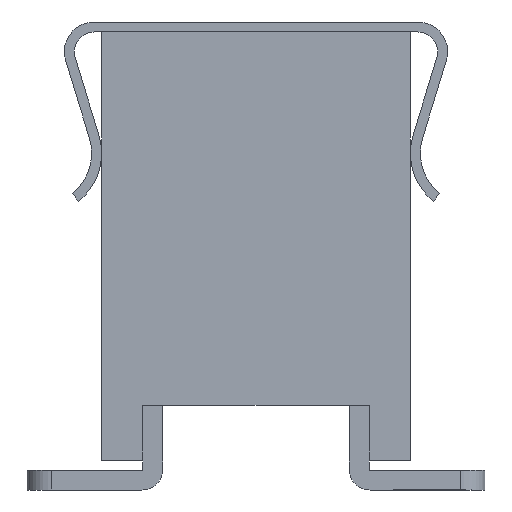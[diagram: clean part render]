
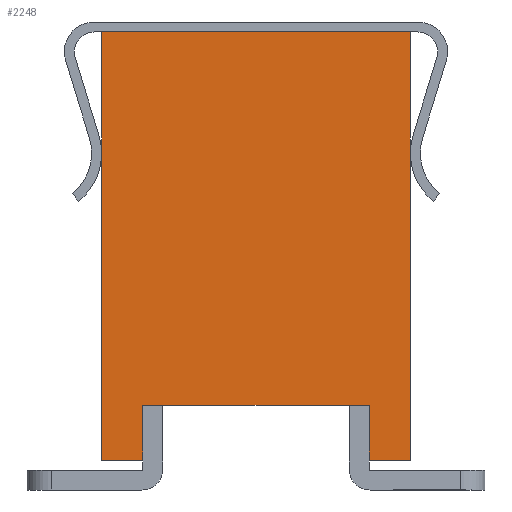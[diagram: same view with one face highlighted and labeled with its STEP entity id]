
A CAD part, left-side view. The second image highlights one B-rep face of the part: STEP entity #2248.
In plain terms, the highlighted planar face has unit normal (-1, 0, 0).
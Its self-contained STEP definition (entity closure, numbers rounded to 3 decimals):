
#233=ORIENTED_EDGE('',*,*,#866,.T.);
#234=ORIENTED_EDGE('',*,*,#901,.T.);
#235=ORIENTED_EDGE('',*,*,#902,.F.);
#236=ORIENTED_EDGE('',*,*,#903,.T.);
#237=ORIENTED_EDGE('',*,*,#838,.T.);
#238=ORIENTED_EDGE('',*,*,#904,.F.);
#239=ORIENTED_EDGE('',*,*,#905,.F.);
#240=ORIENTED_EDGE('',*,*,#906,.T.);
#838=EDGE_CURVE('',#1173,#1171,#1390,.T.);
#866=EDGE_CURVE('',#1201,#1200,#1418,.T.);
#901=EDGE_CURVE('',#1200,#1235,#1453,.T.);
#902=EDGE_CURVE('',#1236,#1235,#1454,.T.);
#903=EDGE_CURVE('',#1236,#1173,#1455,.T.);
#904=EDGE_CURVE('',#1237,#1171,#1456,.T.);
#905=EDGE_CURVE('',#1238,#1237,#1457,.T.);
#906=EDGE_CURVE('',#1238,#1201,#1458,.T.);
#1171=VERTEX_POINT('',#3264);
#1173=VERTEX_POINT('',#3267);
#1200=VERTEX_POINT('',#3323);
#1201=VERTEX_POINT('',#3325);
#1235=VERTEX_POINT('',#3398);
#1236=VERTEX_POINT('',#3400);
#1237=VERTEX_POINT('',#3403);
#1238=VERTEX_POINT('',#3405);
#1390=LINE('',#3266,#1648);
#1418=LINE('',#3324,#1676);
#1453=LINE('',#3397,#1711);
#1454=LINE('',#3399,#1712);
#1455=LINE('',#3401,#1713);
#1456=LINE('',#3402,#1714);
#1457=LINE('',#3404,#1715);
#1458=LINE('',#3406,#1716);
#1648=VECTOR('',#2610,1000.);
#1676=VECTOR('',#2642,1000.);
#1711=VECTOR('',#2685,1000.);
#1712=VECTOR('',#2686,1000.);
#1713=VECTOR('',#2687,1000.);
#1714=VECTOR('',#2688,1000.);
#1715=VECTOR('',#2689,1000.);
#1716=VECTOR('',#2690,1000.);
#1911=EDGE_LOOP('',(#233,#234,#235,#236,#237,#238,#239,#240));
#2041=FACE_BOUND('',#1911,.T.);
#2163=PLANE('',#2409);
#2248=ADVANCED_FACE('',(#2041),#2163,.T.);
#2409=AXIS2_PLACEMENT_3D('',#3396,#2683,#2684);
#2610=DIRECTION('',(0.,1.,0.));
#2642=DIRECTION('',(0.,-1.,0.));
#2683=DIRECTION('',(-1.,0.,0.));
#2684=DIRECTION('',(0.,0.,1.));
#2685=DIRECTION('',(0.,0.,-1.));
#2686=DIRECTION('',(0.,1.,0.));
#2687=DIRECTION('',(0.,0.,1.));
#2688=DIRECTION('',(0.,0.,1.));
#2689=DIRECTION('',(0.,1.,0.));
#2690=DIRECTION('',(0.,0.,1.));
#3264=CARTESIAN_POINT('',(-1.47,1.55,2.15));
#3266=CARTESIAN_POINT('',(-1.47,-1.55,2.15));
#3267=CARTESIAN_POINT('',(-1.47,-1.55,2.15));
#3323=CARTESIAN_POINT('',(-1.47,-1.135,-1.6));
#3324=CARTESIAN_POINT('',(-1.47,-1.55,-1.6));
#3325=CARTESIAN_POINT('',(-1.47,1.135,-1.6));
#3396=CARTESIAN_POINT('',(-1.47,-1.55,-2.15));
#3397=CARTESIAN_POINT('',(-1.47,-1.135,-2.15));
#3398=CARTESIAN_POINT('',(-1.47,-1.135,-2.15));
#3399=CARTESIAN_POINT('',(-1.47,-1.55,-2.15));
#3400=CARTESIAN_POINT('',(-1.47,-1.55,-2.15));
#3401=CARTESIAN_POINT('',(-1.47,-1.55,-2.15));
#3402=CARTESIAN_POINT('',(-1.47,1.55,-2.15));
#3403=CARTESIAN_POINT('',(-1.47,1.55,-2.15));
#3404=CARTESIAN_POINT('',(-1.47,-1.55,-2.15));
#3405=CARTESIAN_POINT('',(-1.47,1.135,-2.15));
#3406=CARTESIAN_POINT('',(-1.47,1.135,-2.15));
